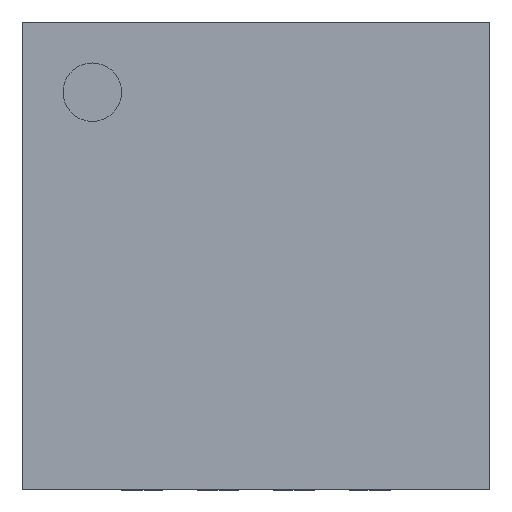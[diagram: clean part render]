
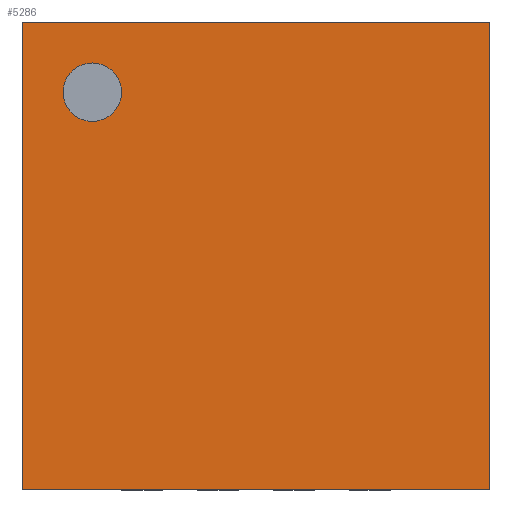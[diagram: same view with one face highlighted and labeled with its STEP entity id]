
A CAD part, top view. The second image highlights one B-rep face of the part: STEP entity #5286.
In plain terms, the highlighted planar face has unit normal (0, 0, 1).
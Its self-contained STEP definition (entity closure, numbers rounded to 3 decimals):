
#2846=CARTESIAN_POINT('',(-1.15,1.4,0.8));
#2847=VERTEX_POINT('',#2846);
#2856=CARTESIAN_POINT('',(-1.65,1.4,0.8));
#2857=VERTEX_POINT('',#2856);
#2858=CARTESIAN_POINT('',(-1.4,1.4,0.8));
#2859=DIRECTION('',(0.0,0.0,-1.0));
#2860=DIRECTION('',(1.0,0.0,0.0));
#2861=AXIS2_PLACEMENT_3D('',#2858,#2859,#2860);
#2862=CIRCLE('',#2861,0.25);
#2863=EDGE_CURVE('',#2857,#2847,#2862,.T.);
#5012=CARTESIAN_POINT('',(-2.0,2.0,0.8));
#5013=VERTEX_POINT('',#5012);
#5020=CARTESIAN_POINT('',(2.0,2.0,0.8));
#5021=VERTEX_POINT('',#5020);
#5022=CARTESIAN_POINT('',(-2.0,2.0,0.8));
#5023=DIRECTION('',(1.0,0.0,0.0));
#5024=VECTOR('',#5023,4.0);
#5025=LINE('',#5022,#5024);
#5026=EDGE_CURVE('',#5013,#5021,#5025,.T.);
#5232=CARTESIAN_POINT('',(-1.4,1.4,0.8));
#5233=DIRECTION('',(0.0,0.0,-1.0));
#5234=DIRECTION('',(1.0,0.0,0.0));
#5235=AXIS2_PLACEMENT_3D('',#5232,#5233,#5234);
#5236=CIRCLE('',#5235,0.25);
#5237=EDGE_CURVE('',#2847,#2857,#5236,.T.);
#5252=CARTESIAN_POINT('',(0.,0.,0.8));
#5253=DIRECTION('',(0.0,0.0,1.0));
#5254=DIRECTION('',(1.0,0.0,0.0));
#5255=AXIS2_PLACEMENT_3D('',#5252,#5253,#5254);
#5256=PLANE('',#5255);
#5257=CARTESIAN_POINT('',(2.0,-2.0,0.8));
#5258=VERTEX_POINT('',#5257);
#5259=CARTESIAN_POINT('',(2.0,2.0,0.8));
#5260=DIRECTION('',(0.0,-1.0,0.0));
#5261=VECTOR('',#5260,4.0);
#5262=LINE('',#5259,#5261);
#5263=EDGE_CURVE('',#5021,#5258,#5262,.T.);
#5264=ORIENTED_EDGE('',*,*,#5263,.F.);
#5265=ORIENTED_EDGE('',*,*,#5026,.F.);
#5266=CARTESIAN_POINT('',(-2.0,-2.0,0.8));
#5267=VERTEX_POINT('',#5266);
#5268=CARTESIAN_POINT('',(-2.0,-2.0,0.8));
#5269=DIRECTION('',(0.0,1.0,0.0));
#5270=VECTOR('',#5269,4.0);
#5271=LINE('',#5268,#5270);
#5272=EDGE_CURVE('',#5267,#5013,#5271,.T.);
#5273=ORIENTED_EDGE('',*,*,#5272,.F.);
#5274=CARTESIAN_POINT('',(2.0,-2.0,0.8));
#5275=DIRECTION('',(-1.0,0.0,0.0));
#5276=VECTOR('',#5275,4.0);
#5277=LINE('',#5274,#5276);
#5278=EDGE_CURVE('',#5258,#5267,#5277,.T.);
#5279=ORIENTED_EDGE('',*,*,#5278,.F.);
#5280=EDGE_LOOP('',(#5264,#5265,#5273,#5279));
#5281=FACE_OUTER_BOUND('',#5280,.T.);
#5282=ORIENTED_EDGE('',*,*,#5237,.T.);
#5283=ORIENTED_EDGE('',*,*,#2863,.T.);
#5284=EDGE_LOOP('',(#5282,#5283));
#5285=FACE_BOUND('',#5284,.T.);
#5286=ADVANCED_FACE('',(#5281,#5285),#5256,.T.);
